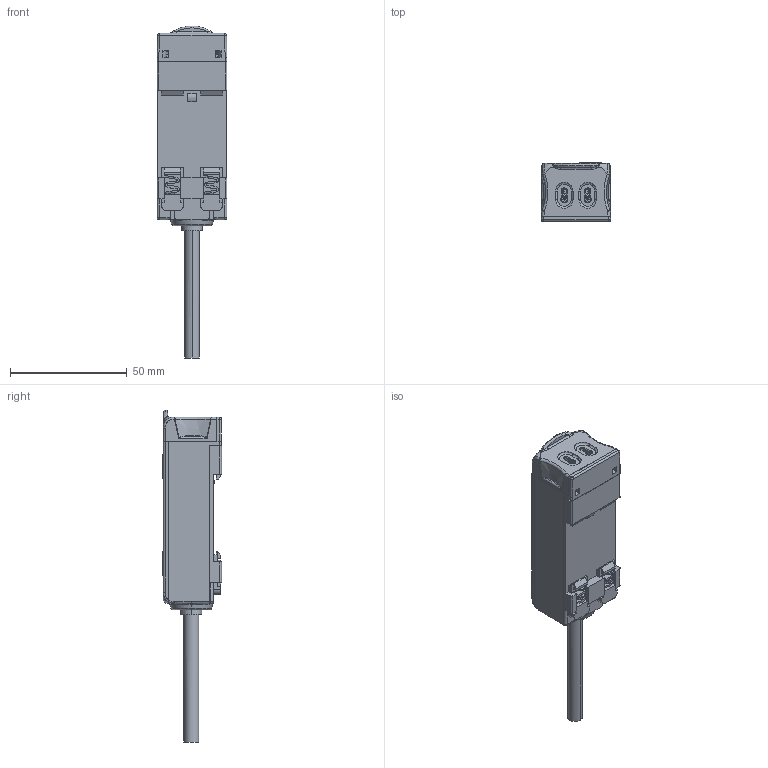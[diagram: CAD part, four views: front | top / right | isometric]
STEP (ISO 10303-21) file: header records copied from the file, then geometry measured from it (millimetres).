
FILE_DESCRIPTION((''),'2;1');
FILE_NAME('141699_ASM','2023-04-28T12:29:56',('banengservice'),('BANNER ENGINEERING'),'CREO PARAMETRIC BY PTC INC, 2022414','CREO PARAMETRIC BY PTC INC, 2022414','');
FILE_SCHEMA(('CONFIG_CONTROL_DESIGN'));
Products named in the file (13): 57820_AF0; 57907_AF0; 57907_AF1; 52116_AF0; CABLE_250_AF0; 57821_AF0; 57906_AF0; 57822_AF0; 57819; 30393_AF0; 30393_AF1; 58018_WEB_AF0_ASM; 141699_ASM
Assembly tree (12 placements, depth 3):
  141699_ASM
    58018_WEB_AF0_ASM
      57820_AF0
      57907_AF0
      57907_AF1
      52116_AF0
      CABLE_250_AF0
      57821_AF0
      57906_AF0
      57822_AF0
      57819
      30393_AF0
      30393_AF1
Bounding box: 30 x 25.34 x 142.33 mm (x, y, z)
Volume: 22018.7 mm3; surface area: 30642.2 mm2
Topology: 11 solids, 11 shells, 1042 faces, 2737 edges, 1727 vertices
Faces by surface type: plane 612, cylinder 228, bspline 72, cone 56, torus 40, extrusion 30, sphere 4
Entity records: 39146 total; most frequent: CARTESIAN_POINT 13628, ORIENTED_EDGE 5442, DIRECTION 4960, EDGE_CURVE 2721, VECTOR 1868, LINE 1838, VERTEX_POINT 1727, AXIS2_PLACEMENT_3D 1546
